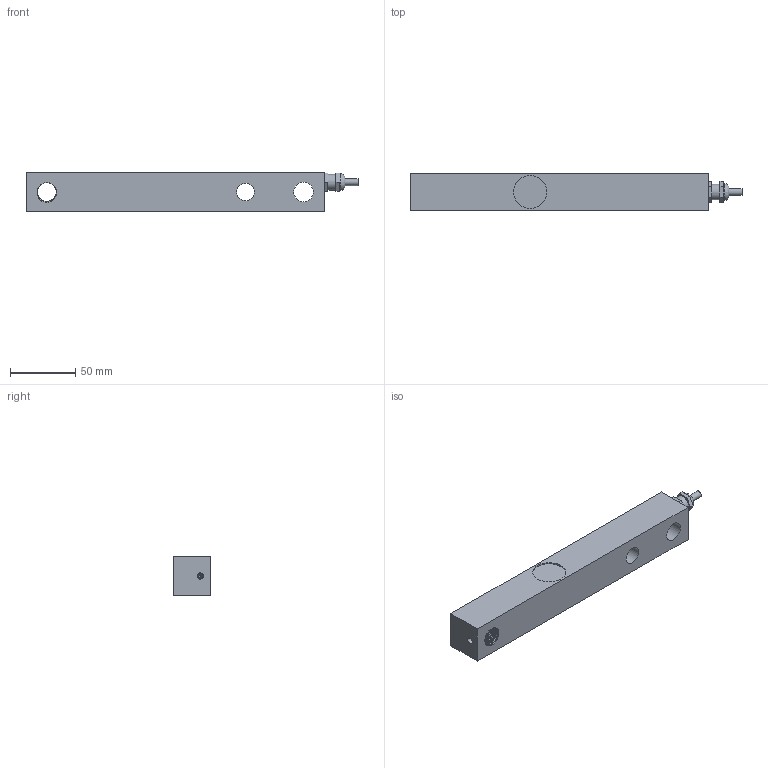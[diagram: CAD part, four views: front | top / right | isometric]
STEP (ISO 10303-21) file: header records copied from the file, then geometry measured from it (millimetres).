
FILE_DESCRIPTION(/* description */ (''),/* implementation_level */ '2;1');
FILE_NAME(/* name */ '563YSLF-(1.5-2.5)klb v3.step',/* time_stamp */ '2020-02-10T11:04:29-08:00',/* author */ (''),/* organization */ (''),/* preprocessor_version */ 'ST-DEVELOPER v18',/* originating_system */ 'Autodesk Translation Framework v8.12.0.6',/* authorisation */ '');
FILE_SCHEMA (('AUTOMOTIVE_DESIGN { 1 0 10303 214 3 1 1 }'));
Length unit declared in the file: inch
Products named in the file (2): 563YSLF-(1.5-2.5)klb; Connector
Assembly tree (1 placements, depth 2):
  563YSLF-(1.5-2.5)klb
    Connector
Bounding box: 254.63 x 28.7 x 30.23 mm (x, y, z)
Volume: 184907.6 mm3; surface area: 34080.9 mm2
Topology: 2 solids, 2 shells, 83 faces, 210 edges, 138 vertices
Faces by surface type: cylinder 44, plane 28, bspline 10, cone 1
Full cylindrical faces by diameter (mm): 4.826 x1, 5.1 x1, 8 x1, 12 x2, 13 x1, 13.462 x1, 14.516 x10, 14.986 x1, 15.875 x11, 17.526 x1, 25.4 x2
Entity records: 5721 total; most frequent: CARTESIAN_POINT 3837, ORIENTED_EDGE 418, DIRECTION 299, EDGE_CURVE 209, VERTEX_POINT 138, AXIS2_PLACEMENT_3D 107, EDGE_LOOP 99, B_SPLINE_CURVE_WITH_KNOTS 93
